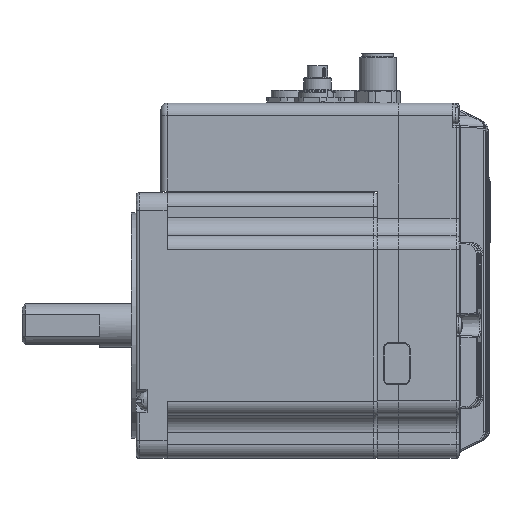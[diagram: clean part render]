
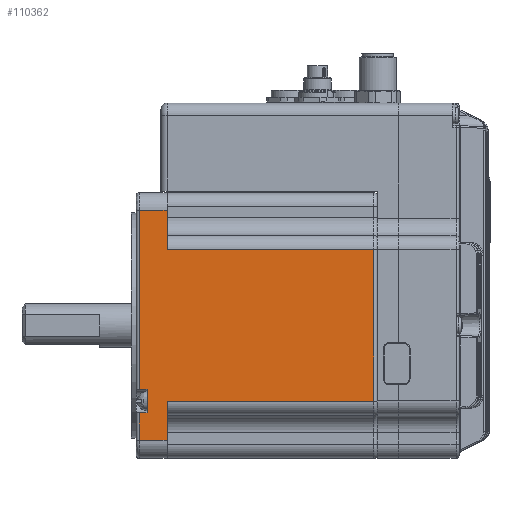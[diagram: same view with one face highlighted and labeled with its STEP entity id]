
A CAD part, top view. The second image highlights one B-rep face of the part: STEP entity #110362.
In plain terms, the highlighted face is planar.
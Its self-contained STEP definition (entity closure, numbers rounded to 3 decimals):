
#92 = LINE ( 'NONE', #79672, #72699 ) ;
#3119 = CARTESIAN_POINT ( 'NONE',  ( -119.958, -99.54, -1. ) ) ;
#5129 = DIRECTION ( 'NONE',  ( 0., 0., 1. ) ) ;
#6556 = DIRECTION ( 'NONE',  ( 0., -1., 0. ) ) ;
#10938 = VERTEX_POINT ( 'NONE', #122317 ) ;
#11891 = CARTESIAN_POINT ( 'NONE',  ( -119.958, -31.94, -10. ) ) ;
#13826 = VECTOR ( 'NONE', #120113, 1000. ) ;
#16399 = ORIENTED_EDGE ( 'NONE', *, *, #80890, .T. ) ;
#17384 = CARTESIAN_POINT ( 'NONE',  ( -119.958, -81.14, -77. ) ) ;
#17404 = VECTOR ( 'NONE', #128353, 1000. ) ;
#17454 = CARTESIAN_POINT ( 'NONE',  ( -119.958, -31.94, -10. ) ) ;
#17970 = DIRECTION ( 'NONE',  ( 0., 0., 1. ) ) ;
#19358 = CARTESIAN_POINT ( 'NONE',  ( -119.958, -81.14, -10. ) ) ;
#21260 = LINE ( 'NONE', #98987, #105149 ) ;
#22098 = CARTESIAN_POINT ( 'NONE',  ( -119.958, -99.54, -10. ) ) ;
#29373 = VECTOR ( 'NONE', #17970, 1000. ) ;
#32592 = AXIS2_PLACEMENT_3D ( 'NONE', #43034, #139380, #5129 ) ;
#35146 = EDGE_CURVE ( 'NONE', #63729, #10938, #54856, .T. ) ;
#36192 = CARTESIAN_POINT ( 'NONE',  ( -119.958, -99.54, -3.5 ) ) ;
#38776 = VERTEX_POINT ( 'NONE', #17384 ) ;
#39040 = CARTESIAN_POINT ( 'NONE',  ( -119.958, -19.24, 0. ) ) ;
#40321 = DIRECTION ( 'NONE',  ( 0., 0., 1. ) ) ;
#43034 = CARTESIAN_POINT ( 'NONE',  ( -119.958, -99.54, 0. ) ) ;
#43080 = CARTESIAN_POINT ( 'NONE',  ( -119.958, -93.84, 0. ) ) ;
#45120 = CARTESIAN_POINT ( 'NONE',  ( -119.958, -99.54, -1. ) ) ;
#45187 = LINE ( 'NONE', #39040, #123224 ) ;
#47970 = VERTEX_POINT ( 'NONE', #17454 ) ;
#53332 = DIRECTION ( 'NONE',  ( 0., 1., 0. ) ) ;
#54856 = LINE ( 'NONE', #36192, #70115 ) ;
#58572 = VERTEX_POINT ( 'NONE', #114005 ) ;
#61132 = CARTESIAN_POINT ( 'NONE',  ( -119.958, -19.24, -1. ) ) ;
#61226 = DIRECTION ( 'NONE',  ( 0., 0., 1. ) ) ;
#61770 = LINE ( 'NONE', #43080, #29373 ) ;
#63402 = CARTESIAN_POINT ( 'NONE',  ( -119.958, -35.84, 0. ) ) ;
#63729 = VERTEX_POINT ( 'NONE', #98503 ) ;
#64427 = EDGE_CURVE ( 'NONE', #140153, #38776, #92, .T. ) ;
#64575 = DIRECTION ( 'NONE',  ( 0., 0., -1. ) ) ;
#64992 = VECTOR ( 'NONE', #53332, 1000. ) ;
#68830 = LINE ( 'NONE', #3119, #64992 ) ;
#70110 = DIRECTION ( 'NONE',  ( 0., 1., 0. ) ) ;
#70115 = VECTOR ( 'NONE', #121371, 1000. ) ;
#72699 = VECTOR ( 'NONE', #6556, 1000. ) ;
#73382 = ORIENTED_EDGE ( 'NONE', *, *, #97745, .T. ) ;
#76061 = LINE ( 'NONE', #45120, #142630 ) ;
#77911 = VERTEX_POINT ( 'NONE', #97473 ) ;
#79672 = CARTESIAN_POINT ( 'NONE',  ( -119.958, -81.14, -77. ) ) ;
#80890 = EDGE_CURVE ( 'NONE', #58572, #89645, #76061, .T. ) ;
#82983 = VECTOR ( 'NONE', #152589, 1000. ) ;
#83846 = ORIENTED_EDGE ( 'NONE', *, *, #92888, .T. ) ;
#83873 = VERTEX_POINT ( 'NONE', #121586 ) ;
#84842 = LINE ( 'NONE', #113181, #109527 ) ;
#89645 = VERTEX_POINT ( 'NONE', #154988 ) ;
#92470 = CARTESIAN_POINT ( 'NONE',  ( -119.958, -99.54, -10. ) ) ;
#92888 = EDGE_CURVE ( 'NONE', #83873, #47970, #144404, .T. ) ;
#97473 = CARTESIAN_POINT ( 'NONE',  ( -119.958, -93.84, -10. ) ) ;
#97745 = EDGE_CURVE ( 'NONE', #99830, #155423, #68830, .T. ) ;
#98503 = CARTESIAN_POINT ( 'NONE',  ( -119.958, -35.84, -3.5 ) ) ;
#98987 = CARTESIAN_POINT ( 'NONE',  ( -119.958, -81.14, 0. ) ) ;
#99830 = VERTEX_POINT ( 'NONE', #156755 ) ;
#100277 = ORIENTED_EDGE ( 'NONE', *, *, #149388, .F. ) ;
#100634 = ORIENTED_EDGE ( 'NONE', *, *, #110079, .T. ) ;
#101511 = EDGE_CURVE ( 'NONE', #10938, #99830, #84842, .T. ) ;
#105149 = VECTOR ( 'NONE', #61226, 1000. ) ;
#106965 = LINE ( 'NONE', #63402, #17404 ) ;
#109224 = LINE ( 'NONE', #11891, #13826 ) ;
#109527 = VECTOR ( 'NONE', #40321, 1000. ) ;
#110079 = EDGE_CURVE ( 'NONE', #38776, #117603, #21260, .T. ) ;
#110362 = ADVANCED_FACE ( 'NONE', ( #112618 ), #114354, .T. ) ;
#112356 = ORIENTED_EDGE ( 'NONE', *, *, #134154, .T. ) ;
#112618 = FACE_OUTER_BOUND ( 'NONE', #127330, .T. ) ;
#113181 = CARTESIAN_POINT ( 'NONE',  ( -119.958, -28.24, 0. ) ) ;
#113964 = EDGE_CURVE ( 'NONE', #117603, #77911, #132441, .T. ) ;
#114005 = CARTESIAN_POINT ( 'NONE',  ( -119.958, -93.84, -1. ) ) ;
#114354 = PLANE ( 'NONE',  #32592 ) ;
#115153 = ORIENTED_EDGE ( 'NONE', *, *, #35146, .T. ) ;
#117603 = VERTEX_POINT ( 'NONE', #19358 ) ;
#117975 = ORIENTED_EDGE ( 'NONE', *, *, #132604, .T. ) ;
#119698 = VECTOR ( 'NONE', #142994, 1000. ) ;
#120113 = DIRECTION ( 'NONE',  ( 0., 0., 1. ) ) ;
#121371 = DIRECTION ( 'NONE',  ( 0., 1., 0. ) ) ;
#121586 = CARTESIAN_POINT ( 'NONE',  ( -119.958, -19.24, -10. ) ) ;
#122317 = CARTESIAN_POINT ( 'NONE',  ( -119.958, -28.24, -3.5 ) ) ;
#123224 = VECTOR ( 'NONE', #64575, 1000. ) ;
#123431 = ORIENTED_EDGE ( 'NONE', *, *, #113964, .T. ) ;
#124389 = ORIENTED_EDGE ( 'NONE', *, *, #101511, .T. ) ;
#127330 = EDGE_LOOP ( 'NONE', ( #100277, #134608, #100634, #123431, #112356, #16399, #133990, #115153, #124389, #73382, #117975, #83846 ) ) ;
#128353 = DIRECTION ( 'NONE',  ( 0., 0., -1. ) ) ;
#130216 = EDGE_CURVE ( 'NONE', #89645, #63729, #106965, .T. ) ;
#132441 = LINE ( 'NONE', #92470, #82983 ) ;
#132604 = EDGE_CURVE ( 'NONE', #155423, #83873, #45187, .T. ) ;
#133990 = ORIENTED_EDGE ( 'NONE', *, *, #130216, .T. ) ;
#134154 = EDGE_CURVE ( 'NONE', #77911, #58572, #61770, .T. ) ;
#134608 = ORIENTED_EDGE ( 'NONE', *, *, #64427, .T. ) ;
#135581 = CARTESIAN_POINT ( 'NONE',  ( -119.958, -31.94, -77. ) ) ;
#139380 = DIRECTION ( 'NONE',  ( -1., 0., 0. ) ) ;
#140153 = VERTEX_POINT ( 'NONE', #135581 ) ;
#142630 = VECTOR ( 'NONE', #70110, 1000. ) ;
#142994 = DIRECTION ( 'NONE',  ( 0., -1., 0. ) ) ;
#144404 = LINE ( 'NONE', #22098, #119698 ) ;
#149388 = EDGE_CURVE ( 'NONE', #140153, #47970, #109224, .T. ) ;
#152589 = DIRECTION ( 'NONE',  ( 0., -1., 0. ) ) ;
#154988 = CARTESIAN_POINT ( 'NONE',  ( -119.958, -35.84, -1. ) ) ;
#155423 = VERTEX_POINT ( 'NONE', #61132 ) ;
#156755 = CARTESIAN_POINT ( 'NONE',  ( -119.958, -28.24, -1. ) ) ;
